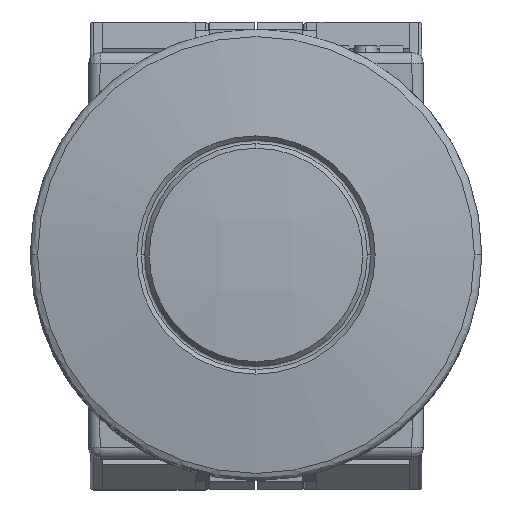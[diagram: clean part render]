
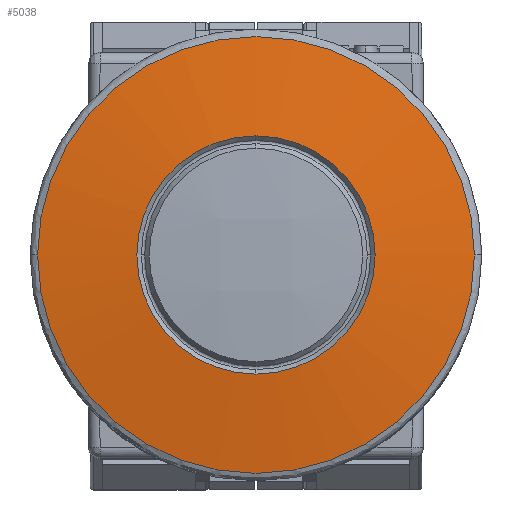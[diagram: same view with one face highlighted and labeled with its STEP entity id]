
A CAD part, top view. The second image highlights one B-rep face of the part: STEP entity #5038.
In plain terms, the highlighted free-form (B-spline) face has degree [3, 3] with [4, 4] control points.
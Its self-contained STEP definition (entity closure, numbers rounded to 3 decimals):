
#426 = CARTESIAN_POINT ( 'NONE',  ( -19.57, -6.51, -1.169 ) ) ;
#470 = EDGE_CURVE ( 'NONE', #5476, #8668, #4114, .T. ) ;
#771 = ORIENTED_EDGE ( 'NONE', *, *, #12335, .T. ) ;
#828 = CARTESIAN_POINT ( 'NONE',  ( 6.594, 19.741, -1.185 ) ) ;
#1004 = AXIS2_PLACEMENT_3D ( 'NONE', #8988, #5628, #3971 ) ;
#1481 = CARTESIAN_POINT ( 'NONE',  ( -19.341, 0., -1.714 ) ) ;
#1586 = AXIS2_PLACEMENT_3D ( 'NONE', #8065, #6375, #4720 ) ;
#1961 = FACE_BOUND ( 'NONE', #2848, .T. ) ;
#2105 = CARTESIAN_POINT ( 'NONE',  ( -19.57, 6.51, -1.169 ) ) ;
#2454 = CARTESIAN_POINT ( 'NONE',  ( 19.341, 0., -1.714 ) ) ;
#2490 = CARTESIAN_POINT ( 'NONE',  ( 19.57, -19.322, -3.493 ) ) ;
#2651 = CARTESIAN_POINT ( 'NONE',  ( 0., 10.551, -0.507 ) ) ;
#2848 = EDGE_LOOP ( 'NONE', ( #771, #11994 ) ) ;
#3079 =( BOUNDED_SURFACE ( )  B_SPLINE_SURFACE ( 3, 3, ( 
 ( #7507, #5828, #4168, #2490 ),
 ( #828, #15468, #13804, #12163 ),
 ( #10475, #8781, #7111, #5427 ),
 ( #3768, #2105, #426, #15068 ) ),
 .UNSPECIFIED., .F., .F., .T. ) 
 B_SPLINE_SURFACE_WITH_KNOTS ( ( 4, 4 ),
 ( 4, 4 ),
 ( 0., 1. ),
 ( 0., 1. ),
 .UNSPECIFIED. ) 
 GEOMETRIC_REPRESENTATION_ITEM ( )  RATIONAL_B_SPLINE_SURFACE ( (
 ( 1., 0.989, 0.989, 1.),
 ( 0.989, 0.979, 0.979, 0.989),
 ( 0.989, 0.979, 0.979, 0.989),
 ( 1., 0.989, 0.989, 1.) ) ) 
 REPRESENTATION_ITEM ( '' )  SURFACE ( )  );
#3653 = CIRCLE ( 'NONE', #7565, 19.341 ) ;
#3675 = DIRECTION ( 'NONE',  ( 0., -1., 0. ) ) ;
#3768 = CARTESIAN_POINT ( 'NONE',  ( -19.57, 19.322, -3.493 ) ) ;
#3971 = DIRECTION ( 'NONE',  ( -1., 0., 0. ) ) ;
#4114 = CIRCLE ( 'NONE', #6670, 10.551 ) ;
#4120 = ORIENTED_EDGE ( 'NONE', *, *, #4850, .F. ) ;
#4168 = CARTESIAN_POINT ( 'NONE',  ( 19.57, -6.51, -1.169 ) ) ;
#4720 = DIRECTION ( 'NONE',  ( 0., -1., 0. ) ) ;
#4850 = EDGE_CURVE ( 'NONE', #7425, #7248, #5504, .T. ) ;
#5038 = ADVANCED_FACE ( 'NONE', ( #15317, #1961 ), #3079, .T. ) ;
#5331 = DIRECTION ( 'NONE',  ( 0., 0., -1. ) ) ;
#5427 = CARTESIAN_POINT ( 'NONE',  ( -6.594, -19.741, -1.185 ) ) ;
#5476 = VERTEX_POINT ( 'NONE', #2651 ) ;
#5504 = CIRCLE ( 'NONE', #1004, 19.341 ) ;
#5628 = DIRECTION ( 'NONE',  ( 0., 0., -1. ) ) ;
#5828 = CARTESIAN_POINT ( 'NONE',  ( 19.57, 6.51, -1.169 ) ) ;
#6375 = DIRECTION ( 'NONE',  ( 0., 0., -1. ) ) ;
#6670 = AXIS2_PLACEMENT_3D ( 'NONE', #7016, #5331, #3675 ) ;
#7016 = CARTESIAN_POINT ( 'NONE',  ( 0., 0., -0.507 ) ) ;
#7111 = CARTESIAN_POINT ( 'NONE',  ( -6.594, -6.652, 1.19 ) ) ;
#7248 = VERTEX_POINT ( 'NONE', #1481 ) ;
#7425 = VERTEX_POINT ( 'NONE', #2454 ) ;
#7507 = CARTESIAN_POINT ( 'NONE',  ( 19.57, 19.322, -3.493 ) ) ;
#7565 = AXIS2_PLACEMENT_3D ( 'NONE', #12446, #10763, #9078 ) ;
#8065 = CARTESIAN_POINT ( 'NONE',  ( 0., 0., -0.507 ) ) ;
#8506 = CARTESIAN_POINT ( 'NONE',  ( 0., -10.551, -0.507 ) ) ;
#8668 = VERTEX_POINT ( 'NONE', #8506 ) ;
#8781 = CARTESIAN_POINT ( 'NONE',  ( -6.594, 6.652, 1.19 ) ) ;
#8988 = CARTESIAN_POINT ( 'NONE',  ( 0., 0., -1.714 ) ) ;
#9078 = DIRECTION ( 'NONE',  ( -1., 0., 0. ) ) ;
#10151 = ORIENTED_EDGE ( 'NONE', *, *, #13857, .F. ) ;
#10475 = CARTESIAN_POINT ( 'NONE',  ( -6.594, 19.741, -1.185 ) ) ;
#10763 = DIRECTION ( 'NONE',  ( 0., 0., -1. ) ) ;
#11994 = ORIENTED_EDGE ( 'NONE', *, *, #470, .T. ) ;
#12163 = CARTESIAN_POINT ( 'NONE',  ( 6.594, -19.741, -1.185 ) ) ;
#12335 = EDGE_CURVE ( 'NONE', #8668, #5476, #13597, .T. ) ;
#12446 = CARTESIAN_POINT ( 'NONE',  ( 0., 0., -1.714 ) ) ;
#13597 = CIRCLE ( 'NONE', #1586, 10.551 ) ;
#13804 = CARTESIAN_POINT ( 'NONE',  ( 6.594, -6.652, 1.19 ) ) ;
#13857 = EDGE_CURVE ( 'NONE', #7248, #7425, #3653, .T. ) ;
#15068 = CARTESIAN_POINT ( 'NONE',  ( -19.57, -19.322, -3.493 ) ) ;
#15085 = EDGE_LOOP ( 'NONE', ( #10151, #4120 ) ) ;
#15317 = FACE_OUTER_BOUND ( 'NONE', #15085, .T. ) ;
#15468 = CARTESIAN_POINT ( 'NONE',  ( 6.594, 6.652, 1.19 ) ) ;
